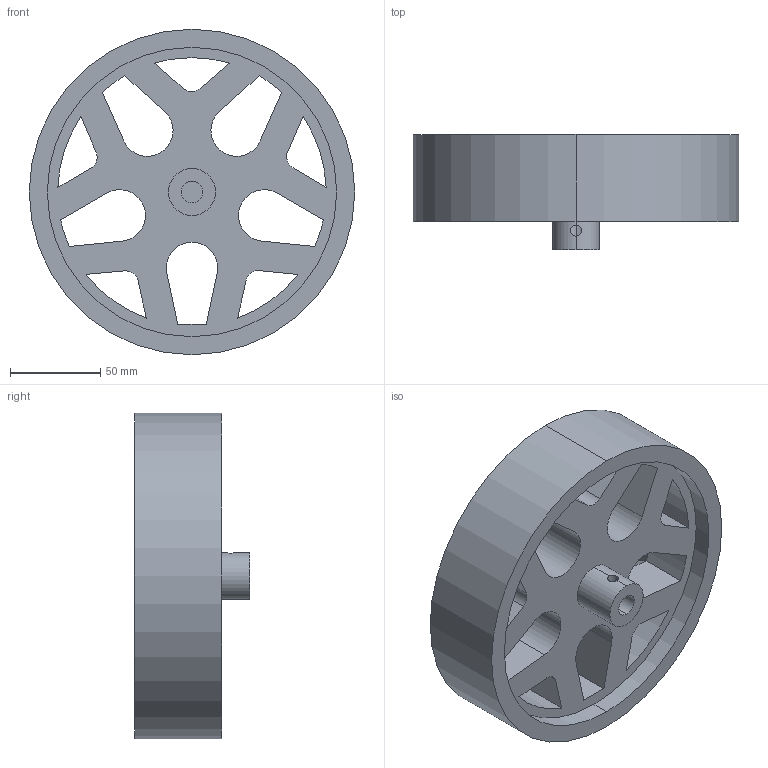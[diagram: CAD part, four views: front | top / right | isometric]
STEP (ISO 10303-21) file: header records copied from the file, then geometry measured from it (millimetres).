
FILE_DESCRIPTION (( 'STEP AP203' ), '1' );
FILE_NAME ('wheel.STEP', '2021-03-30T17:47:47', ( '' ), ( '' ), 'SwSTEP 2.0', 'SolidWorks 2018', '' );
FILE_SCHEMA (( 'CONFIG_CONTROL_DESIGN' ));
Length unit declared in the file: millimetre
Products named in the file (1): wheel
Bounding box: 180 x 63.81 x 180 mm (x, y, z)
Volume: 702158.5 mm3; surface area: 109226 mm2
Topology: 1 solids, 1 shells, 111 faces, 283 edges, 165 vertices
Faces by surface type: plane 49, cylinder 36, cone 26
Entity records: 3541 total; most frequent: CARTESIAN_POINT 757, DIRECTION 578, ORIENTED_EDGE 562, EDGE_CURVE 281, AXIS2_PLACEMENT_3D 216, VERTEX_POINT 165, LINE 146, VECTOR 146
